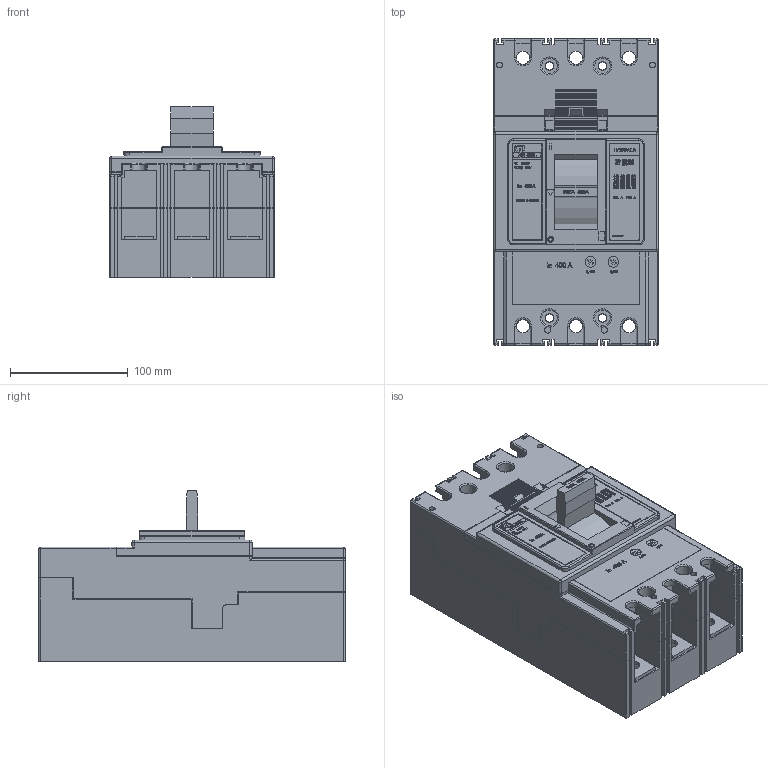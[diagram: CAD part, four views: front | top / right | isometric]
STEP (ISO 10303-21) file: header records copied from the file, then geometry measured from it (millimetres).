
FILE_DESCRIPTION(/* description */ ('Unknown'),/* implementation_level */ '2;1');
FILE_NAME(/* name */ 'EB2 400_3L',/* time_stamp */ '2017-01-31T10:44:27+01:00',/* author */ ('Unknown'),/* organization */ ('Unknown'),/* preprocessor_version */ 'ST-DEVELOPER v16.7',/* originating_system */ 'DEX',/* authorisation */ $);
FILE_SCHEMA (('AUTOMOTIVE_DESIGN {1 0 10303 214 3 1 1}'));
Products named in the file (3): EB2 400_3L; EB2 400_3L_part1; EB2 400_3L_part2
Assembly tree (2 placements, depth 2):
  EB2 400_3L
    EB2 400_3L_part1
    EB2 400_3L_part2
Bounding box: 140 x 260 x 145 mm (x, y, z)
Volume: 3154770.1 mm3; surface area: 353077.6 mm2
Topology: 3 solids, 3 shells, 2226 faces, 5734 edges, 3768 vertices
Faces by surface type: plane 1713, bspline 269, cylinder 203, sphere 25, torus 16
Full cylindrical faces by diameter (mm): 3 x1, 5 x5, 7.3 x8, 9 x2, 11 x6, 13.4 x4, 25 x6
Entity records: 96928 total; most frequent: CARTESIAN_POINT 28907, ORIENTED_EDGE 11224, DIRECTION 9408, EDGE_CURVE 5612, LINE 4644, VECTOR 4644, VERTEX_POINT 3757, EDGE_LOOP 2639
